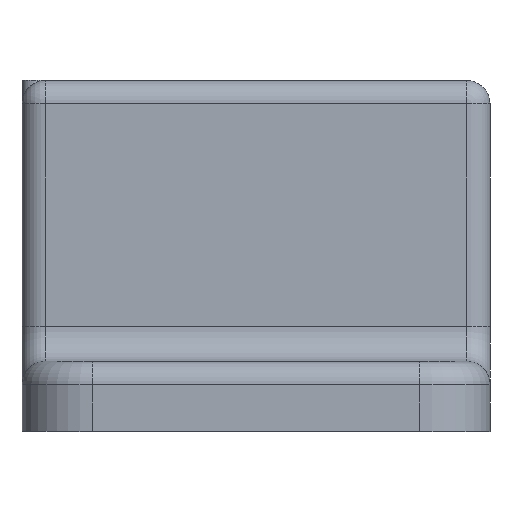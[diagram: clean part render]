
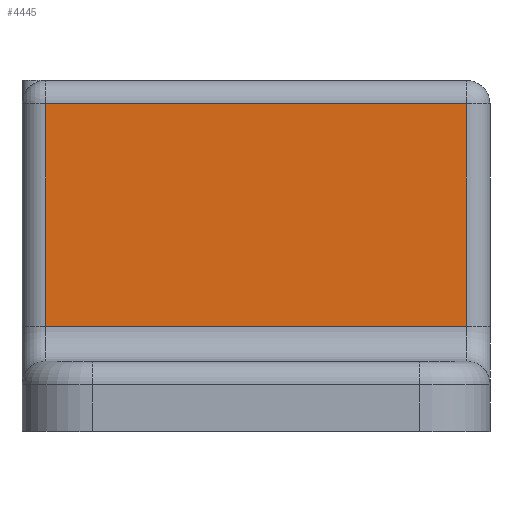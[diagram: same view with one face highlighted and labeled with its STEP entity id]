
A CAD part, left-side view. The second image highlights one B-rep face of the part: STEP entity #4445.
In plain terms, the highlighted planar face has unit normal (-1, 0, 0).
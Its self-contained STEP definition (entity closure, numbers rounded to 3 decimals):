
#317 = CYLINDRICAL_SURFACE('',#318,1.);
#318 = AXIS2_PLACEMENT_3D('',#319,#320,#321);
#319 = CARTESIAN_POINT('',(-1.,33.,4.5));
#320 = DIRECTION('',(0.,0.,1.));
#321 = DIRECTION('',(0.,1.,0.));
#2425 = VERTEX_POINT('',#2426);
#2426 = CARTESIAN_POINT('',(-2.,33.,4.5));
#2461 = CYLINDRICAL_SURFACE('',#2462,1.5);
#2462 = AXIS2_PLACEMENT_3D('',#2463,#2464,#2465);
#2463 = CARTESIAN_POINT('',(-3.5,14.,4.5));
#2464 = DIRECTION('',(0.,1.,0.));
#2465 = DIRECTION('',(0.,0.,-1.));
#2529 = EDGE_CURVE('',#2425,#2530,#2532,.T.);
#2530 = VERTEX_POINT('',#2531);
#2531 = CARTESIAN_POINT('',(-2.,33.,14.));
#2532 = SURFACE_CURVE('',#2533,(#2537,#2544),.PCURVE_S1.);
#2533 = LINE('',#2534,#2535);
#2534 = CARTESIAN_POINT('',(-2.,33.,4.5));
#2535 = VECTOR('',#2536,1.);
#2536 = DIRECTION('',(0.,0.,1.));
#2537 = PCURVE('',#317,#2538);
#2538 = DEFINITIONAL_REPRESENTATION('',(#2539),#2543);
#2539 = LINE('',#2540,#2541);
#2540 = CARTESIAN_POINT('',(1.571,0.));
#2541 = VECTOR('',#2542,1.);
#2542 = DIRECTION('',(0.,1.));
#2543 = ( GEOMETRIC_REPRESENTATION_CONTEXT(2) 
PARAMETRIC_REPRESENTATION_CONTEXT() REPRESENTATION_CONTEXT('2D SPACE',''
  ) );
#2544 = PCURVE('',#2545,#2550);
#2545 = PLANE('',#2546);
#2546 = AXIS2_PLACEMENT_3D('',#2547,#2548,#2549);
#2547 = CARTESIAN_POINT('',(-2.,14.,0.));
#2548 = DIRECTION('',(-1.,0.,0.));
#2549 = DIRECTION('',(0.,1.,0.));
#2550 = DEFINITIONAL_REPRESENTATION('',(#2551),#2555);
#2551 = LINE('',#2552,#2553);
#2552 = CARTESIAN_POINT('',(19.,-4.5));
#2553 = VECTOR('',#2554,1.);
#2554 = DIRECTION('',(0.,-1.));
#2555 = ( GEOMETRIC_REPRESENTATION_CONTEXT(2) 
PARAMETRIC_REPRESENTATION_CONTEXT() REPRESENTATION_CONTEXT('2D SPACE',''
  ) );
#2761 = CYLINDRICAL_SURFACE('',#2762,1.);
#2762 = AXIS2_PLACEMENT_3D('',#2763,#2764,#2765);
#2763 = CARTESIAN_POINT('',(-1.,14.,14.));
#2764 = DIRECTION('',(0.,1.,0.));
#2765 = DIRECTION('',(0.,0.,1.));
#3960 = CYLINDRICAL_SURFACE('',#3961,1.);
#3961 = AXIS2_PLACEMENT_3D('',#3962,#3963,#3964);
#3962 = CARTESIAN_POINT('',(-1.,15.,15.));
#3963 = DIRECTION('',(-0.,-0.,-1.));
#3964 = DIRECTION('',(0.,-1.,0.));
#4376 = VERTEX_POINT('',#4377);
#4377 = CARTESIAN_POINT('',(-2.,15.,4.5));
#4399 = EDGE_CURVE('',#4376,#2425,#4400,.T.);
#4400 = SURFACE_CURVE('',#4401,(#4405,#4412),.PCURVE_S1.);
#4401 = LINE('',#4402,#4403);
#4402 = CARTESIAN_POINT('',(-2.,14.,4.5));
#4403 = VECTOR('',#4404,1.);
#4404 = DIRECTION('',(0.,1.,0.));
#4405 = PCURVE('',#2461,#4406);
#4406 = DEFINITIONAL_REPRESENTATION('',(#4407),#4411);
#4407 = LINE('',#4408,#4409);
#4408 = CARTESIAN_POINT('',(-1.571,0.));
#4409 = VECTOR('',#4410,1.);
#4410 = DIRECTION('',(-0.,1.));
#4411 = ( GEOMETRIC_REPRESENTATION_CONTEXT(2) 
PARAMETRIC_REPRESENTATION_CONTEXT() REPRESENTATION_CONTEXT('2D SPACE',''
  ) );
#4412 = PCURVE('',#2545,#4413);
#4413 = DEFINITIONAL_REPRESENTATION('',(#4414),#4418);
#4414 = LINE('',#4415,#4416);
#4415 = CARTESIAN_POINT('',(0.,-4.5));
#4416 = VECTOR('',#4417,1.);
#4417 = DIRECTION('',(1.,0.));
#4418 = ( GEOMETRIC_REPRESENTATION_CONTEXT(2) 
PARAMETRIC_REPRESENTATION_CONTEXT() REPRESENTATION_CONTEXT('2D SPACE',''
  ) );
#4445 = ADVANCED_FACE('',(#4446),#2545,.T.);
#4446 = FACE_BOUND('',#4447,.T.);
#4447 = EDGE_LOOP('',(#4448,#4449,#4472,#4493));
#4448 = ORIENTED_EDGE('',*,*,#4399,.F.);
#4449 = ORIENTED_EDGE('',*,*,#4450,.F.);
#4450 = EDGE_CURVE('',#4451,#4376,#4453,.T.);
#4451 = VERTEX_POINT('',#4452);
#4452 = CARTESIAN_POINT('',(-2.,15.,14.));
#4453 = SURFACE_CURVE('',#4454,(#4458,#4465),.PCURVE_S1.);
#4454 = LINE('',#4455,#4456);
#4455 = CARTESIAN_POINT('',(-2.,15.,15.));
#4456 = VECTOR('',#4457,1.);
#4457 = DIRECTION('',(-0.,-0.,-1.));
#4458 = PCURVE('',#2545,#4459);
#4459 = DEFINITIONAL_REPRESENTATION('',(#4460),#4464);
#4460 = LINE('',#4461,#4462);
#4461 = CARTESIAN_POINT('',(1.,-15.));
#4462 = VECTOR('',#4463,1.);
#4463 = DIRECTION('',(-0.,1.));
#4464 = ( GEOMETRIC_REPRESENTATION_CONTEXT(2) 
PARAMETRIC_REPRESENTATION_CONTEXT() REPRESENTATION_CONTEXT('2D SPACE',''
  ) );
#4465 = PCURVE('',#3960,#4466);
#4466 = DEFINITIONAL_REPRESENTATION('',(#4467),#4471);
#4467 = LINE('',#4468,#4469);
#4468 = CARTESIAN_POINT('',(1.571,0.));
#4469 = VECTOR('',#4470,1.);
#4470 = DIRECTION('',(0.,1.));
#4471 = ( GEOMETRIC_REPRESENTATION_CONTEXT(2) 
PARAMETRIC_REPRESENTATION_CONTEXT() REPRESENTATION_CONTEXT('2D SPACE',''
  ) );
#4472 = ORIENTED_EDGE('',*,*,#4473,.T.);
#4473 = EDGE_CURVE('',#4451,#2530,#4474,.T.);
#4474 = SURFACE_CURVE('',#4475,(#4479,#4486),.PCURVE_S1.);
#4475 = LINE('',#4476,#4477);
#4476 = CARTESIAN_POINT('',(-2.,14.,14.));
#4477 = VECTOR('',#4478,1.);
#4478 = DIRECTION('',(0.,1.,0.));
#4479 = PCURVE('',#2545,#4480);
#4480 = DEFINITIONAL_REPRESENTATION('',(#4481),#4485);
#4481 = LINE('',#4482,#4483);
#4482 = CARTESIAN_POINT('',(0.,-14.));
#4483 = VECTOR('',#4484,1.);
#4484 = DIRECTION('',(1.,0.));
#4485 = ( GEOMETRIC_REPRESENTATION_CONTEXT(2) 
PARAMETRIC_REPRESENTATION_CONTEXT() REPRESENTATION_CONTEXT('2D SPACE',''
  ) );
#4486 = PCURVE('',#2761,#4487);
#4487 = DEFINITIONAL_REPRESENTATION('',(#4488),#4492);
#4488 = LINE('',#4489,#4490);
#4489 = CARTESIAN_POINT('',(-1.571,0.));
#4490 = VECTOR('',#4491,1.);
#4491 = DIRECTION('',(-0.,1.));
#4492 = ( GEOMETRIC_REPRESENTATION_CONTEXT(2) 
PARAMETRIC_REPRESENTATION_CONTEXT() REPRESENTATION_CONTEXT('2D SPACE',''
  ) );
#4493 = ORIENTED_EDGE('',*,*,#2529,.F.);
